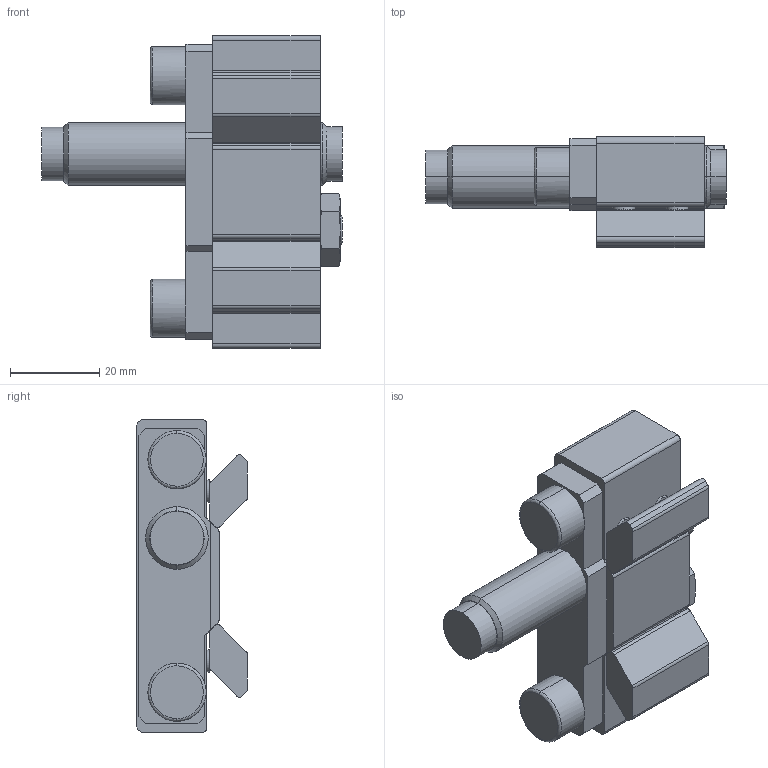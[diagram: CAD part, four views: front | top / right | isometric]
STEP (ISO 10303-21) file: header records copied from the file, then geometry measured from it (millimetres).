
FILE_DESCRIPTION (( 'STEP AP214' ), '1' );
FILE_NAME ('MYM-A25H1.STEP', '2018-06-18T07:43:49', ( 'SONIC' ), ( 'UNITCOM PC' ), 'SwSTEP 2.0', 'SolidWorks 2015', '' );
FILE_SCHEMA (( 'AUTOMOTIVE_DESIGN' ));
Length unit declared in the file: millimetre
Products named in the file (4): MYM-A25_UNIT1; MYM-A25H1; MYM-A25_SPACER1; MYM-A25_RB1412
Assembly tree (4 placements, depth 2):
  MYM-A25H1
    MYM-A25_UNIT1
    MYM-A25_RB1412
    MYM-A25_SPACER1  x2
Bounding box: 67.3 x 24.74 x 70 mm (x, y, z)
Volume: 47707.6 mm3; surface area: 14803.1 mm2
Topology: 4 solids, 4 shells, 180 faces, 426 edges, 271 vertices
Faces by surface type: plane 91, cylinder 54, cone 31, bspline 4
Entity records: 6751 total; most frequent: CARTESIAN_POINT 948, DIRECTION 828, ORIENTED_EDGE 774, EDGE_CURVE 387, AXIS2_PLACEMENT_3D 301, VERTEX_POINT 245, VECTOR 226, LINE 226
